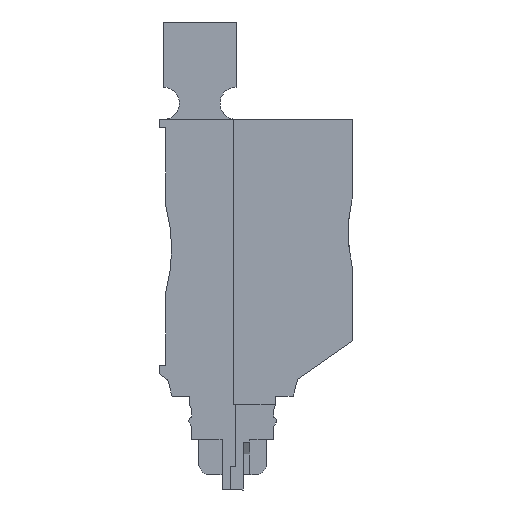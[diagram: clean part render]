
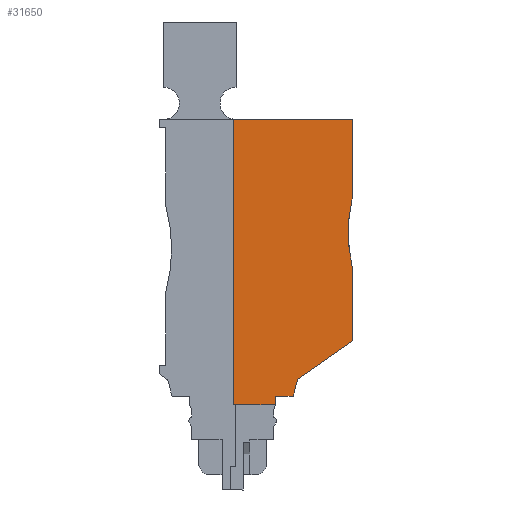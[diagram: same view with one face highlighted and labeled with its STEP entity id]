
A CAD part, left-side view. The second image highlights one B-rep face of the part: STEP entity #31650.
In plain terms, the highlighted face is planar.
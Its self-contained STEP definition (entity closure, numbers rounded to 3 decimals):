
#1050=CARTESIAN_POINT('',(73.719,-1.449,
56.345));
#1060=DIRECTION('',(0.,0.,-1.));
#1070=DIRECTION('',(-0.976,0.216,
0.));
#1080=AXIS2_PLACEMENT_3D('',#1050,#1060,#1070);
#1090=CIRCLE('',#1080,20.);
#1100=CARTESIAN_POINT('',(53.763,-2.772,
56.345));
#1110=VERTEX_POINT('',#1100);
#1120=CARTESIAN_POINT('',(55.419,6.62,
56.345));
#1130=VERTEX_POINT('',#1120);
#1140=EDGE_CURVE('',#1110,#1130,#1090,.T.);
#17290=CARTESIAN_POINT('',(54.251,0.,
56.345));
#17300=DIRECTION('',(0.174,0.985,0.));
#17310=VECTOR('',#17300,1.);
#17320=LINE('',#17290,#17310);
#17330=CARTESIAN_POINT('',(57.004,15.613,
56.345));
#17340=VERTEX_POINT('',#17330);
#17350=EDGE_CURVE('',#1130,#17340,#17320,.T.);
#18050=CARTESIAN_POINT('',(51.601,0.,
56.345));
#18060=DIRECTION('',(0.423,0.906,0.));
#18070=VECTOR('',#18060,1.);
#18080=LINE('',#18050,#18070);
#18090=CARTESIAN_POINT('',(43.863,-16.595,
56.345));
#18100=VERTEX_POINT('',#18090);
#18110=CARTESIAN_POINT('',(44.754,-14.684,
56.345));
#18120=VERTEX_POINT('',#18110);
#18130=EDGE_CURVE('',#18100,#18120,#18080,.T.);
#21810=CARTESIAN_POINT('',(-19.499,-44.645,
56.345));
#21820=DIRECTION('',(0.906,0.423,0.));
#21830=VECTOR('',#21820,1.);
#21840=LINE('',#21810,#21830);
#21850=CARTESIAN_POINT('',(52.281,-11.174,
56.345));
#21860=VERTEX_POINT('',#21850);
#21870=EDGE_CURVE('',#18120,#21860,#21840,.T.);
#23380=CARTESIAN_POINT('',(41.513,-17.246,
56.345));
#23390=VERTEX_POINT('',#23380);
#23420=CARTESIAN_POINT('',(44.554,0.,
56.345));
#23430=DIRECTION('',(0.174,0.985,0.));
#23440=VECTOR('',#23430,1.);
#23450=LINE('',#23420,#23440);
#23460=CARTESIAN_POINT('',(41.695,-16.212,
56.345));
#23470=VERTEX_POINT('',#23460);
#23480=EDGE_CURVE('',#23390,#23470,#23450,.T.);
#24580=CARTESIAN_POINT('',(36.441,-16.352,
56.345));
#24590=VERTEX_POINT('',#24580);
#24620=CARTESIAN_POINT('',(-19.499,-6.488,
56.345));
#24630=DIRECTION('',(0.985,-0.174,0.));
#24640=VECTOR('',#24630,1.);
#24650=LINE('',#24620,#24640);
#24660=EDGE_CURVE('',#24590,#23390,#24650,.T.);
#26620=CARTESIAN_POINT('',(-19.499,-5.422,
56.345));
#26630=DIRECTION('',(0.985,-0.174,0.));
#26640=VECTOR('',#26630,1.);
#26650=LINE('',#26620,#26640);
#26660=EDGE_CURVE('',#23470,#18100,#26650,.T.);
#29660=CARTESIAN_POINT('',(-19.499,29.102,
56.345));
#29670=DIRECTION('',(-0.985,0.174,0.));
#29680=VECTOR('',#29670,1.);
#29690=LINE('',#29660,#29680);
#29700=CARTESIAN_POINT('',(42.528,18.165,
56.345));
#29710=VERTEX_POINT('',#29700);
#29720=EDGE_CURVE('',#17340,#29710,#29690,.T.);
#31380=CARTESIAN_POINT('',(47.794,5.704,
56.345));
#31390=DIRECTION('',(0.,0.,1.));
#31400=DIRECTION('',(0.866,0.5,
0.));
#31410=AXIS2_PLACEMENT_3D('',#31380,#31390,#31400);
#31420=PLANE('',#31410);
#31430=ORIENTED_EDGE('',*,*,#21870,.T.);
#31440=ORIENTED_EDGE('',*,*,#18130,.T.);
#31450=ORIENTED_EDGE('',*,*,#26660,.T.);
#31460=ORIENTED_EDGE('',*,*,#23480,.T.);
#31470=ORIENTED_EDGE('',*,*,#24660,.T.);
#31480=CARTESIAN_POINT('',(39.325,0.,
56.345));
#31490=DIRECTION('',(0.174,0.985,0.));
#31500=VECTOR('',#31490,1.);
#31510=LINE('',#31480,#31500);
#31520=EDGE_CURVE('',#24590,#29710,#31510,.T.);
#31530=ORIENTED_EDGE('',*,*,#31520,.F.);
#31540=ORIENTED_EDGE('',*,*,#29720,.T.);
#31550=ORIENTED_EDGE('',*,*,#17350,.T.);
#31560=ORIENTED_EDGE('',*,*,#1140,.T.);
#31570=CARTESIAN_POINT('',(54.251,0.,
56.345));
#31580=DIRECTION('',(-0.174,-0.985,-0.));
#31590=VECTOR('',#31580,1.);
#31600=LINE('',#31570,#31590);
#31610=EDGE_CURVE('',#1110,#21860,#31600,.T.);
#31620=ORIENTED_EDGE('',*,*,#31610,.F.);
#31630=EDGE_LOOP('',(#31620,#31560,#31550,#31540,#31530,#31470,#31460,
#31450,#31440,#31430));
#31640=FACE_OUTER_BOUND('',#31630,.T.);
#31650=ADVANCED_FACE('',(#31640),#31420,.T.);
